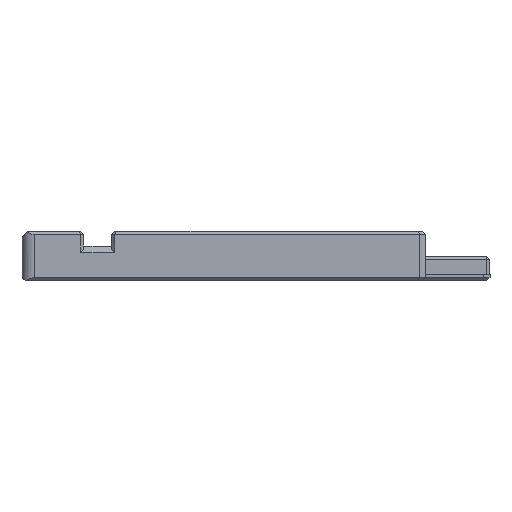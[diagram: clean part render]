
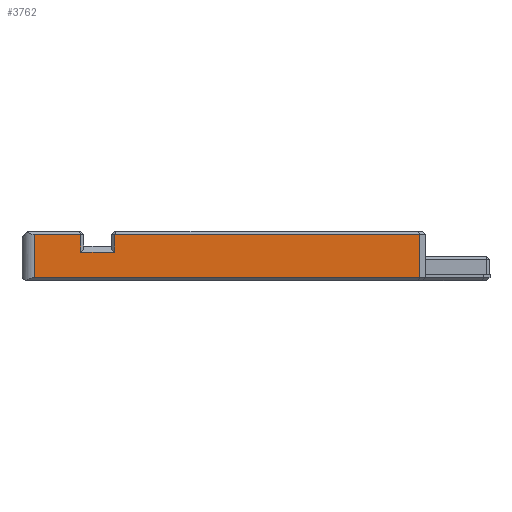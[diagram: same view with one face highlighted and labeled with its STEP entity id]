
A CAD part, front view. The second image highlights one B-rep face of the part: STEP entity #3762.
In plain terms, the highlighted planar face has unit normal (0, -1, 0).
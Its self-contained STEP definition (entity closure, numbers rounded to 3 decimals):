
#130=PLANE('',#3985);
#318=FACE_OUTER_BOUND('',#535,.T.);
#535=EDGE_LOOP('',(#2989,#2990,#2991,#2992,#2993,#2994,#2995,#2996));
#818=LINE('',#5927,#1256);
#855=LINE('',#6193,#1293);
#857=LINE('',#6197,#1295);
#858=LINE('',#6199,#1296);
#859=LINE('',#6201,#1297);
#860=LINE('',#6203,#1298);
#861=LINE('',#6205,#1299);
#862=LINE('',#6206,#1300);
#1256=VECTOR('',#4377,10.);
#1293=VECTOR('',#4452,10.);
#1295=VECTOR('',#4456,10.);
#1296=VECTOR('',#4457,10.);
#1297=VECTOR('',#4458,10.);
#1298=VECTOR('',#4459,10.);
#1299=VECTOR('',#4460,10.);
#1300=VECTOR('',#4461,10.);
#1787=VERTEX_POINT('',#5924);
#1788=VERTEX_POINT('',#5926);
#1835=VERTEX_POINT('',#6192);
#1836=VERTEX_POINT('',#6196);
#1837=VERTEX_POINT('',#6198);
#1838=VERTEX_POINT('',#6200);
#1839=VERTEX_POINT('',#6202);
#1840=VERTEX_POINT('',#6204);
#2196=EDGE_CURVE('',#1787,#1788,#818,.T.);
#2255=EDGE_CURVE('',#1788,#1835,#855,.T.);
#2257=EDGE_CURVE('',#1836,#1787,#857,.T.);
#2258=EDGE_CURVE('',#1837,#1836,#858,.T.);
#2259=EDGE_CURVE('',#1838,#1837,#859,.T.);
#2260=EDGE_CURVE('',#1839,#1838,#860,.T.);
#2261=EDGE_CURVE('',#1840,#1839,#861,.T.);
#2262=EDGE_CURVE('',#1835,#1840,#862,.T.);
#2989=ORIENTED_EDGE('',*,*,#2196,.F.);
#2990=ORIENTED_EDGE('',*,*,#2257,.F.);
#2991=ORIENTED_EDGE('',*,*,#2258,.F.);
#2992=ORIENTED_EDGE('',*,*,#2259,.F.);
#2993=ORIENTED_EDGE('',*,*,#2260,.F.);
#2994=ORIENTED_EDGE('',*,*,#2261,.F.);
#2995=ORIENTED_EDGE('',*,*,#2262,.F.);
#2996=ORIENTED_EDGE('',*,*,#2255,.F.);
#3762=ADVANCED_FACE('',(#318),#130,.T.);
#3985=AXIS2_PLACEMENT_3D('',#6195,#4454,#4455);
#4377=DIRECTION('',(0.,0.,1.));
#4452=DIRECTION('',(1.,0.,0.));
#4454=DIRECTION('center_axis',(0.,-1.,0.));
#4455=DIRECTION('ref_axis',(0.,0.,-1.));
#4456=DIRECTION('',(-1.,0.,0.));
#4457=DIRECTION('',(0.,0.,-1.));
#4458=DIRECTION('',(1.,0.,0.));
#4459=DIRECTION('',(0.,0.,1.));
#4460=DIRECTION('',(1.,0.,0.));
#4461=DIRECTION('',(0.,0.,-1.));
#5924=CARTESIAN_POINT('',(-36.5,-34.,-1.5));
#5926=CARTESIAN_POINT('',(-36.5,-34.,5.5));
#5927=CARTESIAN_POINT('',(-36.5,-34.,0.));
#6192=CARTESIAN_POINT('',(-29.,-34.,5.5));
#6193=CARTESIAN_POINT('',(-36.,-34.,5.5));
#6195=CARTESIAN_POINT('Origin',(-38.5,-34.,0.));
#6196=CARTESIAN_POINT('',(25.9,-34.,-1.5));
#6197=CARTESIAN_POINT('',(-19.25,-34.,-1.5));
#6198=CARTESIAN_POINT('',(25.9,-34.,5.5));
#6199=CARTESIAN_POINT('',(25.9,-34.,0.));
#6200=CARTESIAN_POINT('',(-23.5,-34.,5.5));
#6201=CARTESIAN_POINT('',(-18.775,-34.,5.5));
#6202=CARTESIAN_POINT('',(-23.5,-34.,2.6));
#6203=CARTESIAN_POINT('',(-23.5,-34.,0.));
#6204=CARTESIAN_POINT('',(-29.,-34.,2.6));
#6205=CARTESIAN_POINT('',(-32.375,-34.,2.6));
#6206=CARTESIAN_POINT('',(-29.,-34.,0.));
